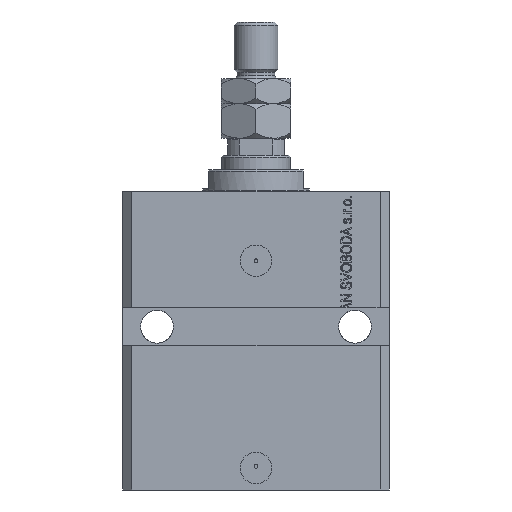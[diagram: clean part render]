
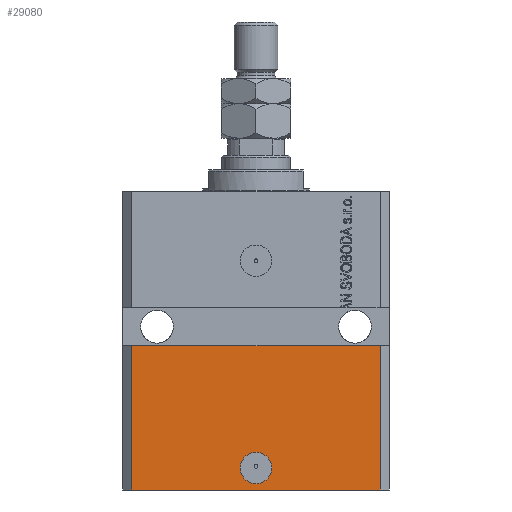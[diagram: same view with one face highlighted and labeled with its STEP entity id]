
A CAD part, front view. The second image highlights one B-rep face of the part: STEP entity #29080.
In plain terms, the highlighted planar face has unit normal (0, -1, 0).
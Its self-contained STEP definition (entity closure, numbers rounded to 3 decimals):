
#520 = CARTESIAN_POINT ( 'NONE',  ( 0., -31.5, -88. ) ) ;
#521 = CARTESIAN_POINT ( 'NONE',  ( 39.5, -31.5, -49. ) ) ;
#805 = DIRECTION ( 'NONE',  ( 0., 0., 1. ) ) ;
#1014 = DIRECTION ( 'NONE',  ( 0., -1., 0. ) ) ;
#1593 = LINE ( 'NONE', #35901, #20714 ) ;
#4016 = AXIS2_PLACEMENT_3D ( 'NONE', #520, #1014, #7971 ) ;
#7378 = EDGE_CURVE ( 'NONE', #10635, #39222, #48450, .T. ) ;
#7971 = DIRECTION ( 'NONE',  ( 1., 0., 0. ) ) ;
#9000 = CARTESIAN_POINT ( 'NONE',  ( 39.5, -31.5, -95. ) ) ;
#9597 = CARTESIAN_POINT ( 'NONE',  ( 5., -31.5, -88. ) ) ;
#10635 = VERTEX_POINT ( 'NONE', #9597 ) ;
#11386 = ORIENTED_EDGE ( 'NONE', *, *, #26017, .T. ) ;
#12001 = EDGE_CURVE ( 'NONE', #29880, #43445, #28364, .T. ) ;
#14642 = ORIENTED_EDGE ( 'NONE', *, *, #29043, .F. ) ;
#14964 = EDGE_CURVE ( 'NONE', #42044, #47583, #46794, .T. ) ;
#15113 = DIRECTION ( 'NONE',  ( 0., -1., 0. ) ) ;
#16246 = DIRECTION ( 'NONE',  ( 1., 0., 0. ) ) ;
#16433 = DIRECTION ( 'NONE',  ( 0., 0., 1. ) ) ;
#16830 = VECTOR ( 'NONE', #37278, 1000. ) ;
#16990 = CARTESIAN_POINT ( 'NONE',  ( -39.5, -31.5, -95. ) ) ;
#18944 = AXIS2_PLACEMENT_3D ( 'NONE', #22451, #33150, #48333 ) ;
#20714 = VECTOR ( 'NONE', #16246, 1000. ) ;
#20952 = EDGE_CURVE ( 'NONE', #39222, #10635, #46002, .T. ) ;
#21854 = CARTESIAN_POINT ( 'NONE',  ( -39.5, -31.5, -95. ) ) ;
#22451 = CARTESIAN_POINT ( 'NONE',  ( 0., -31.5, -88. ) ) ;
#23153 = CARTESIAN_POINT ( 'NONE',  ( -5., -31.5, -88. ) ) ;
#23974 = ORIENTED_EDGE ( 'NONE', *, *, #12001, .T. ) ;
#26017 = EDGE_CURVE ( 'NONE', #42044, #29880, #1593, .T. ) ;
#28354 = EDGE_LOOP ( 'NONE', ( #14642, #43390, #11386, #23974 ) ) ;
#28364 = LINE ( 'NONE', #9000, #41818 ) ;
#28365 = ORIENTED_EDGE ( 'NONE', *, *, #7378, .F. ) ;
#29043 = EDGE_CURVE ( 'NONE', #47583, #43445, #37774, .T. ) ;
#29080 = ADVANCED_FACE ( 'NONE', ( #33285, #33785 ), #37528, .T. ) ;
#29171 = CARTESIAN_POINT ( 'NONE',  ( -39.5, -31.5, -49. ) ) ;
#29539 = AXIS2_PLACEMENT_3D ( 'NONE', #21854, #15113, #37039 ) ;
#29851 = EDGE_LOOP ( 'NONE', ( #28365, #48283 ) ) ;
#29880 = VERTEX_POINT ( 'NONE', #35794 ) ;
#30553 = CARTESIAN_POINT ( 'NONE',  ( -42.5, -31.5, -49. ) ) ;
#33150 = DIRECTION ( 'NONE',  ( 0., -1., 0. ) ) ;
#33285 = FACE_BOUND ( 'NONE', #29851, .T. ) ;
#33785 = FACE_OUTER_BOUND ( 'NONE', #28354, .T. ) ;
#35794 = CARTESIAN_POINT ( 'NONE',  ( 39.5, -31.5, -95. ) ) ;
#35901 = CARTESIAN_POINT ( 'NONE',  ( -39.5, -31.5, -95. ) ) ;
#37039 = DIRECTION ( 'NONE',  ( 0., 0., -1. ) ) ;
#37278 = DIRECTION ( 'NONE',  ( 1., 0., 0. ) ) ;
#37528 = PLANE ( 'NONE',  #29539 ) ;
#37774 = LINE ( 'NONE', #30553, #16830 ) ;
#39222 = VERTEX_POINT ( 'NONE', #23153 ) ;
#41818 = VECTOR ( 'NONE', #16433, 1000. ) ;
#42044 = VERTEX_POINT ( 'NONE', #16990 ) ;
#43324 = CARTESIAN_POINT ( 'NONE',  ( -39.5, -31.5, -95. ) ) ;
#43390 = ORIENTED_EDGE ( 'NONE', *, *, #14964, .F. ) ;
#43445 = VERTEX_POINT ( 'NONE', #521 ) ;
#43533 = VECTOR ( 'NONE', #805, 1000. ) ;
#46002 = CIRCLE ( 'NONE', #18944, 5. ) ;
#46794 = LINE ( 'NONE', #43324, #43533 ) ;
#47583 = VERTEX_POINT ( 'NONE', #29171 ) ;
#48283 = ORIENTED_EDGE ( 'NONE', *, *, #20952, .F. ) ;
#48333 = DIRECTION ( 'NONE',  ( 1., 0., 0. ) ) ;
#48450 = CIRCLE ( 'NONE', #4016, 5. ) ;
